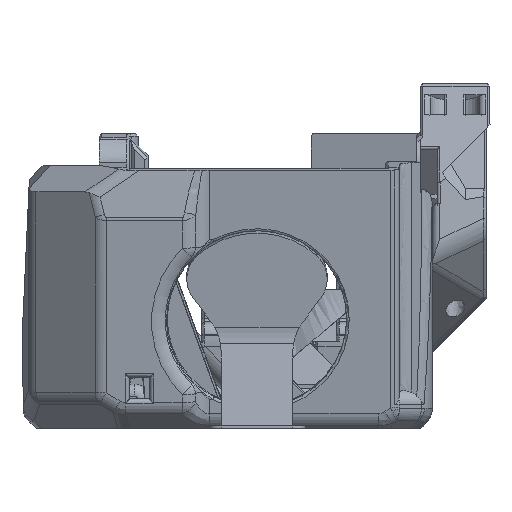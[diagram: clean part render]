
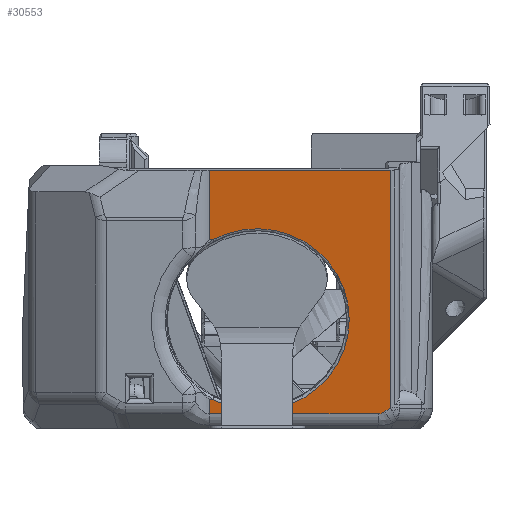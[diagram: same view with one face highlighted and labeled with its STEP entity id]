
A CAD part, left-side view. The second image highlights one B-rep face of the part: STEP entity #30553.
In plain terms, the highlighted planar face has unit normal (-0.985, 0, -0.174).
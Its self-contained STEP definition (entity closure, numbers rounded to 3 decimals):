
#894=B_SPLINE_CURVE_WITH_KNOTS('',3,(#50321,#50322,#50323,#50324),
 .UNSPECIFIED.,.F.,.F.,(4,4),(0.001,0.001),
 .UNSPECIFIED.);
#916=B_SPLINE_CURVE_WITH_KNOTS('',3,(#50867,#50868,#50869,#50870),
 .UNSPECIFIED.,.F.,.F.,(4,4),(0.001,0.001),
 .UNSPECIFIED.);
#1448=CIRCLE('',#31992,14.4);
#2665=ELLIPSE('',#32776,3.203,2.);
#6238=ORIENTED_EDGE('',*,*,#14145,.T.);
#6239=ORIENTED_EDGE('',*,*,#12766,.T.);
#6240=ORIENTED_EDGE('',*,*,#14340,.T.);
#6241=ORIENTED_EDGE('',*,*,#14341,.T.);
#6242=ORIENTED_EDGE('',*,*,#14342,.T.);
#6243=ORIENTED_EDGE('',*,*,#14343,.F.);
#6244=ORIENTED_EDGE('',*,*,#14344,.F.);
#6245=ORIENTED_EDGE('',*,*,#14345,.F.);
#6246=ORIENTED_EDGE('',*,*,#14128,.F.);
#6247=ORIENTED_EDGE('',*,*,#14143,.T.);
#12766=EDGE_CURVE('',#17329,#17330,#1448,.T.);
#14128=EDGE_CURVE('',#18260,#18261,#20935,.T.);
#14143=EDGE_CURVE('',#18260,#18270,#20943,.F.);
#14145=EDGE_CURVE('',#18270,#17329,#894,.F.);
#14340=EDGE_CURVE('',#17330,#18396,#916,.T.);
#14341=EDGE_CURVE('',#18396,#18397,#21059,.F.);
#14342=EDGE_CURVE('',#18397,#18398,#21060,.T.);
#14343=EDGE_CURVE('',#18399,#18398,#2665,.F.);
#14344=EDGE_CURVE('',#18400,#18399,#21061,.T.);
#14345=EDGE_CURVE('',#18261,#18400,#21062,.F.);
#17329=VERTEX_POINT('',#43519);
#17330=VERTEX_POINT('',#43520);
#18260=VERTEX_POINT('',#50255);
#18261=VERTEX_POINT('',#50257);
#18270=VERTEX_POINT('',#50293);
#18396=VERTEX_POINT('',#50871);
#18397=VERTEX_POINT('',#50873);
#18398=VERTEX_POINT('',#50875);
#18399=VERTEX_POINT('',#50877);
#18400=VERTEX_POINT('',#50879);
#20935=LINE('',#50256,#23544);
#20943=LINE('',#50294,#23552);
#21059=LINE('',#50872,#23668);
#21060=LINE('',#50874,#23669);
#21061=LINE('',#50878,#23670);
#21062=LINE('',#50880,#23671);
#23544=VECTOR('',#37188,1000.);
#23552=VECTOR('',#37214,1000.);
#23668=VECTOR('',#37550,1000.);
#23669=VECTOR('',#37551,1000.);
#23670=VECTOR('',#37554,1000.);
#23671=VECTOR('',#37555,1000.);
#25863=EDGE_LOOP('',(#6238,#6239,#6240,#6241,#6242,#6243,#6244,#6245,#6246,
#6247));
#27770=FACE_BOUND('',#25863,.T.);
#29297=PLANE('',#32775);
#30553=ADVANCED_FACE('',(#27770),#29297,.F.);
#31992=AXIS2_PLACEMENT_3D('',#43518,#35188,#35189);
#32775=AXIS2_PLACEMENT_3D('',#50866,#37548,#37549);
#32776=AXIS2_PLACEMENT_3D('',#50876,#37552,#37553);
#35188=DIRECTION('',(0.985,0.,0.174));
#35189=DIRECTION('',(0.174,0.,-0.985));
#37188=DIRECTION('',(0.,-1.,0.));
#37214=DIRECTION('',(-0.174,0.,0.985));
#37548=DIRECTION('',(0.985,0.,0.174));
#37549=DIRECTION('',(-0.174,0.,0.985));
#37550=DIRECTION('',(-0.174,0.,0.985));
#37551=DIRECTION('',(0.,-1.,0.));
#37552=DIRECTION('',(-0.985,0.,-0.174));
#37553=DIRECTION('',(-0.165,-0.304,0.938));
#37554=DIRECTION('',(0.097,0.829,-0.551));
#37555=DIRECTION('',(-0.174,0.,0.985));
#43518=CARTESIAN_POINT('',(-30.458,4.853,16.973));
#43519=CARTESIAN_POINT('',(-32.651,11.767,29.413));
#43520=CARTESIAN_POINT('',(-28.264,11.767,4.533));
#50255=CARTESIAN_POINT('',(-34.572,12.27,40.304));
#50256=CARTESIAN_POINT('',(-34.572,24.853,40.304));
#50257=CARTESIAN_POINT('',(-34.572,-16.002,40.304));
#50293=CARTESIAN_POINT('',(-32.66,12.27,29.463));
#50294=CARTESIAN_POINT('',(-31.185,12.27,21.099));
#50321=CARTESIAN_POINT('',(-32.651,11.767,29.413));
#50322=CARTESIAN_POINT('',(-32.654,11.935,29.425));
#50323=CARTESIAN_POINT('',(-32.657,12.103,29.442));
#50324=CARTESIAN_POINT('',(-32.66,12.27,29.463));
#50866=CARTESIAN_POINT('',(-31.185,24.853,21.099));
#50867=CARTESIAN_POINT('',(-28.264,11.767,4.533));
#50868=CARTESIAN_POINT('',(-28.262,11.935,4.52));
#50869=CARTESIAN_POINT('',(-28.259,12.103,4.503));
#50870=CARTESIAN_POINT('',(-28.255,12.27,4.482));
#50871=CARTESIAN_POINT('',(-28.255,12.27,4.482));
#50872=CARTESIAN_POINT('',(-31.185,12.27,21.099));
#50873=CARTESIAN_POINT('',(-27.864,12.27,2.262));
#50874=CARTESIAN_POINT('',(-27.864,-14.655,2.262));
#50875=CARTESIAN_POINT('',(-27.864,-14.07,2.262));
#50876=CARTESIAN_POINT('',(-28.404,-14.652,5.326));
#50877=CARTESIAN_POINT('',(-27.923,-15.07,2.597));
#50878=CARTESIAN_POINT('',(-27.821,-14.199,2.018));
#50879=CARTESIAN_POINT('',(-28.032,-16.002,3.216));
#50880=CARTESIAN_POINT('',(-7.663,-16.002,-112.301));
